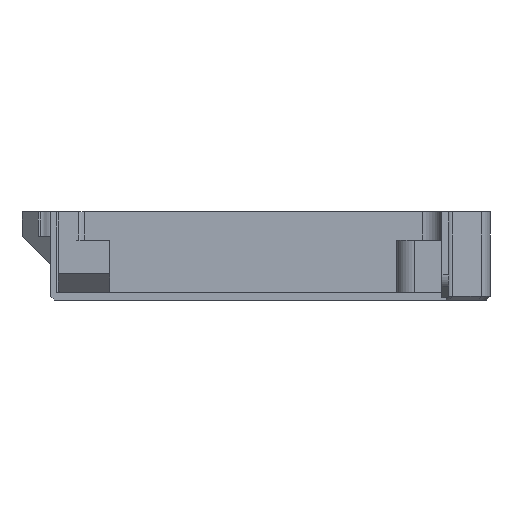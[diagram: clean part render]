
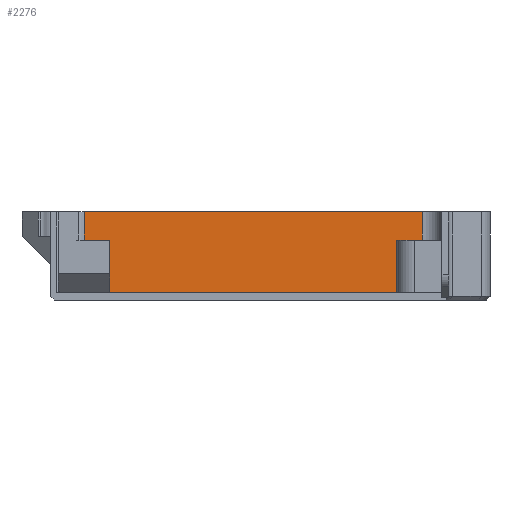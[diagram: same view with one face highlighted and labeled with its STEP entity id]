
A CAD part, front view. The second image highlights one B-rep face of the part: STEP entity #2276.
In plain terms, the highlighted planar face has unit normal (0, -1, 0).
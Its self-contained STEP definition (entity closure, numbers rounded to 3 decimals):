
#222=FACE_OUTER_BOUND('',#344,.T.);
#344=EDGE_LOOP('',(#2053,#2054,#2055,#2056,#2057,#2058,#2059,#2060));
#528=LINE('',#3540,#795);
#563=LINE('',#3630,#830);
#597=LINE('',#3734,#864);
#598=LINE('',#3739,#865);
#604=LINE('',#3750,#871);
#610=LINE('',#3766,#877);
#612=LINE('',#3771,#879);
#613=LINE('',#3772,#880);
#795=VECTOR('',#2833,10.);
#830=VECTOR('',#2918,10.);
#864=VECTOR('',#3028,10.);
#865=VECTOR('',#3033,10.);
#871=VECTOR('',#3043,10.);
#877=VECTOR('',#3061,10.);
#879=VECTOR('',#3069,10.);
#880=VECTOR('',#3070,10.);
#1031=VERTEX_POINT('',#3537);
#1032=VERTEX_POINT('',#3539);
#1061=VERTEX_POINT('',#3627);
#1062=VERTEX_POINT('',#3629);
#1082=VERTEX_POINT('',#3732);
#1083=VERTEX_POINT('',#3736);
#1086=VERTEX_POINT('',#3746);
#1090=VERTEX_POINT('',#3763);
#1304=EDGE_CURVE('',#1031,#1032,#528,.T.);
#1349=EDGE_CURVE('',#1061,#1062,#563,.T.);
#1399=EDGE_CURVE('',#1062,#1082,#597,.T.);
#1401=EDGE_CURVE('',#1061,#1083,#598,.T.);
#1407=EDGE_CURVE('',#1032,#1086,#604,.T.);
#1414=EDGE_CURVE('',#1031,#1090,#610,.T.);
#1417=EDGE_CURVE('',#1086,#1083,#612,.T.);
#1418=EDGE_CURVE('',#1082,#1090,#613,.T.);
#2053=ORIENTED_EDGE('',*,*,#1349,.F.);
#2054=ORIENTED_EDGE('',*,*,#1401,.T.);
#2055=ORIENTED_EDGE('',*,*,#1417,.F.);
#2056=ORIENTED_EDGE('',*,*,#1407,.F.);
#2057=ORIENTED_EDGE('',*,*,#1304,.F.);
#2058=ORIENTED_EDGE('',*,*,#1414,.T.);
#2059=ORIENTED_EDGE('',*,*,#1418,.F.);
#2060=ORIENTED_EDGE('',*,*,#1399,.F.);
#2159=PLANE('',#2467);
#2276=ADVANCED_FACE('',(#222),#2159,.F.);
#2467=AXIS2_PLACEMENT_3D('',#3770,#3067,#3068);
#2833=DIRECTION('',(-1.,0.,0.));
#2918=DIRECTION('',(1.,0.,0.));
#3028=DIRECTION('',(0.,0.,-1.));
#3033=DIRECTION('',(0.,0.,-1.));
#3043=DIRECTION('',(0.,0.,1.));
#3061=DIRECTION('',(0.,0.,1.));
#3067=DIRECTION('center_axis',(0.,1.,0.));
#3068=DIRECTION('ref_axis',(-1.,0.,0.));
#3069=DIRECTION('',(-1.,0.,0.));
#3070=DIRECTION('',(-1.,0.,0.));
#3537=CARTESIAN_POINT('',(56.1,25.1,-25.5));
#3539=CARTESIAN_POINT('',(17.9,25.1,-25.5));
#3540=CARTESIAN_POINT('',(46.55,25.1,-25.5));
#3627=CARTESIAN_POINT('',(14.5,25.1,-14.75));
#3629=CARTESIAN_POINT('',(59.5,25.1,-14.75));
#3630=CARTESIAN_POINT('',(46.55,25.1,-14.75));
#3732=CARTESIAN_POINT('',(59.5,25.1,-18.5));
#3734=CARTESIAN_POINT('',(59.5,25.1,-15.));
#3736=CARTESIAN_POINT('',(14.5,25.1,-18.5));
#3739=CARTESIAN_POINT('',(14.5,25.1,-15.));
#3746=CARTESIAN_POINT('',(17.9,25.1,-18.5));
#3750=CARTESIAN_POINT('',(17.9,25.1,-25.5));
#3763=CARTESIAN_POINT('',(56.1,25.1,-18.5));
#3766=CARTESIAN_POINT('',(56.1,25.1,-25.5));
#3770=CARTESIAN_POINT('Origin',(56.1,25.1,-25.5));
#3771=CARTESIAN_POINT('',(25.75,25.1,-18.5));
#3772=CARTESIAN_POINT('',(46.55,25.1,-18.5));
